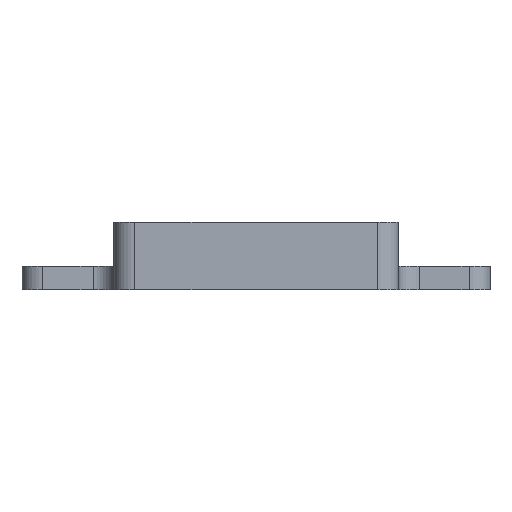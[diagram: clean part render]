
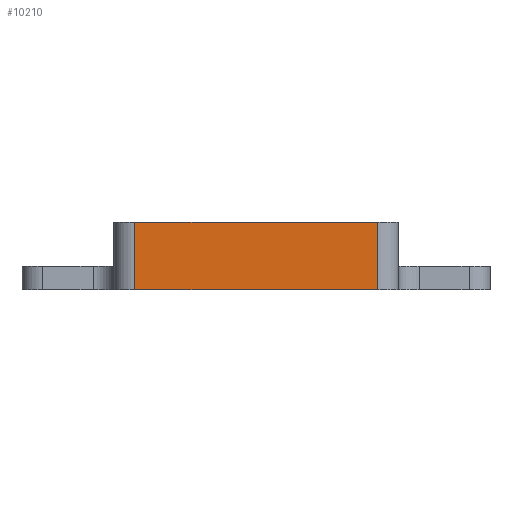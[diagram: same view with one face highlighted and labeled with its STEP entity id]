
A CAD part, front view. The second image highlights one B-rep face of the part: STEP entity #10210.
In plain terms, the highlighted planar face has unit normal (0, -1, 0).
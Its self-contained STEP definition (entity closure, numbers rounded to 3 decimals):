
#1360=PLANE('',#10434);
#1900=FACE_OUTER_BOUND('',#2478,.T.);
#2478=EDGE_LOOP('',(#9518,#9519,#9520,#9521));
#2525=LINE('',#11669,#3209);
#3166=LINE('',#21488,#3850);
#3167=LINE('',#21491,#3851);
#3168=LINE('',#21492,#3852);
#3209=VECTOR('',#10539,10.);
#3850=VECTOR('',#11510,10.);
#3851=VECTOR('',#11513,10.);
#3852=VECTOR('',#11514,10.);
#3970=VERTEX_POINT('',#11666);
#3971=VERTEX_POINT('',#11668);
#4964=VERTEX_POINT('',#21486);
#4965=VERTEX_POINT('',#21490);
#5014=EDGE_CURVE('',#3970,#3971,#2525,.T.);
#6503=EDGE_CURVE('',#4964,#3970,#3166,.T.);
#6504=EDGE_CURVE('',#4964,#4965,#3167,.T.);
#6505=EDGE_CURVE('',#3971,#4965,#3168,.T.);
#9518=ORIENTED_EDGE('',*,*,#6503,.F.);
#9519=ORIENTED_EDGE('',*,*,#6504,.T.);
#9520=ORIENTED_EDGE('',*,*,#6505,.F.);
#9521=ORIENTED_EDGE('',*,*,#5014,.F.);
#10210=ADVANCED_FACE('',(#1900),#1360,.T.);
#10434=AXIS2_PLACEMENT_3D('',#21489,#11511,#11512);
#10539=DIRECTION('',(1.,0.,0.));
#11510=DIRECTION('',(0.,0.,1.));
#11511=DIRECTION('center_axis',(0.,-1.,0.));
#11512=DIRECTION('ref_axis',(1.,0.,0.));
#11513=DIRECTION('',(1.,0.,0.));
#11514=DIRECTION('',(0.,0.,-1.));
#11666=CARTESIAN_POINT('',(-14.5,-72.81,8.1));
#11668=CARTESIAN_POINT('',(14.549,-72.81,8.1));
#11669=CARTESIAN_POINT('',(-17.,-72.81,8.1));
#21486=CARTESIAN_POINT('',(-14.5,-72.81,0.));
#21488=CARTESIAN_POINT('',(-14.5,-72.81,0.));
#21489=CARTESIAN_POINT('Origin',(-17.,-72.81,0.));
#21490=CARTESIAN_POINT('',(14.549,-72.81,0.));
#21491=CARTESIAN_POINT('',(-17.,-72.81,0.));
#21492=CARTESIAN_POINT('',(14.549,-72.81,0.));
